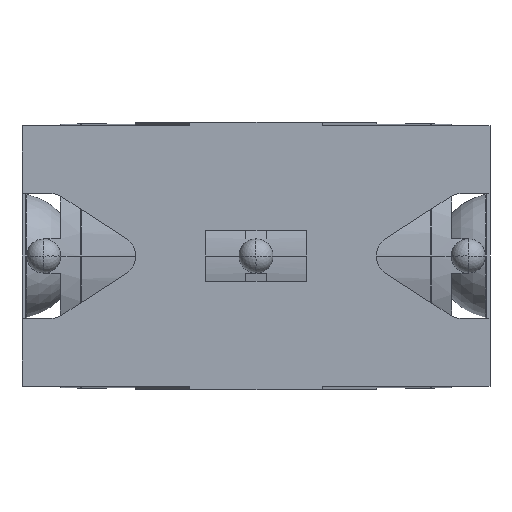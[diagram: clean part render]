
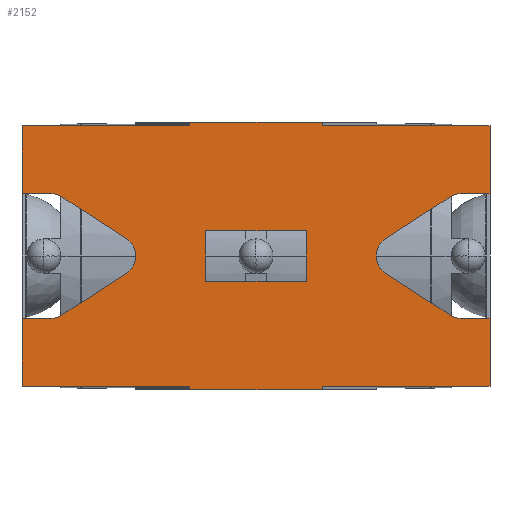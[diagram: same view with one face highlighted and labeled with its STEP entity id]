
A CAD part, left-side view. The second image highlights one B-rep face of the part: STEP entity #2152.
In plain terms, the highlighted planar face has unit normal (-1, 0, 0).
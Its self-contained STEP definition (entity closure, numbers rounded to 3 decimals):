
#191=DIRECTION('',(0.,-1.,0.));
#192=VECTOR('',#191,3.);
#193=CARTESIAN_POINT('',(-4.05,1.5,0.75));
#194=LINE('',#193,#192);
#195=DIRECTION('',(0.,0.,1.));
#196=VECTOR('',#195,1.5);
#197=CARTESIAN_POINT('',(-4.05,1.5,-0.75));
#198=LINE('',#197,#196);
#199=DIRECTION('',(0.,1.,0.));
#200=VECTOR('',#199,3.);
#201=CARTESIAN_POINT('',(-4.05,-1.5,-0.75));
#202=LINE('',#201,#200);
#203=DIRECTION('',(0.,0.,-1.));
#204=VECTOR('',#203,1.5);
#205=CARTESIAN_POINT('',(-4.05,-1.5,0.75));
#206=LINE('',#205,#204);
#207=DIRECTION('',(0.,-1.,0.));
#208=VECTOR('',#207,3.95);
#209=CARTESIAN_POINT('',(-4.05,1.975,-4.));
#210=LINE('',#209,#208);
#211=DIRECTION('',(0.,0.,1.));
#212=VECTOR('',#211,0.1);
#213=CARTESIAN_POINT('',(-4.05,1.975,-4.));
#214=LINE('',#213,#212);
#215=DIRECTION('',(0.,-1.,0.));
#216=VECTOR('',#215,5.025);
#217=CARTESIAN_POINT('',(-4.05,7.,-3.9));
#218=LINE('',#217,#216);
#219=DIRECTION('',(0.,0.,-1.));
#220=VECTOR('',#219,2.034);
#221=CARTESIAN_POINT('',(-4.05,7.,-1.866));
#222=LINE('',#221,#220);
#223=DIRECTION('',(0.,1.,0.));
#224=VECTOR('',#223,0.893);
#225=CARTESIAN_POINT('',(-4.05,6.107,-1.866));
#226=LINE('',#225,#224);
#227=CARTESIAN_POINT('',(-4.05,6.107,-1.366));
#228=DIRECTION('',(1.,0.,0.));
#229=DIRECTION('',(0.,-0.545,-0.839));
#230=AXIS2_PLACEMENT_3D('',#227,#228,#229);
#232=DIRECTION('',(0.,0.839,-0.545));
#233=VECTOR('',#232,2.33);
#234=CARTESIAN_POINT('',(-4.05,3.881,-0.517));
#235=LINE('',#234,#233);
#236=CARTESIAN_POINT('',(-4.05,4.216,0.));
#237=DIRECTION('',(1.,0.,0.));
#238=DIRECTION('',(0.,-0.545,0.839));
#239=AXIS2_PLACEMENT_3D('',#236,#237,#238);
#241=DIRECTION('',(0.,-0.839,-0.545));
#242=VECTOR('',#241,2.33);
#243=CARTESIAN_POINT('',(-4.05,5.835,1.785));
#244=LINE('',#243,#242);
#245=CARTESIAN_POINT('',(-4.05,6.107,1.366));
#246=DIRECTION('',(1.,0.,0.));
#247=DIRECTION('',(0.,0.,1.));
#248=AXIS2_PLACEMENT_3D('',#245,#246,#247);
#250=DIRECTION('',(0.,-1.,0.));
#251=VECTOR('',#250,0.893);
#252=CARTESIAN_POINT('',(-4.05,7.,1.866));
#253=LINE('',#252,#251);
#254=DIRECTION('',(0.,0.,-1.));
#255=VECTOR('',#254,2.034);
#256=CARTESIAN_POINT('',(-4.05,7.,3.9));
#257=LINE('',#256,#255);
#258=DIRECTION('',(0.,1.,0.));
#259=VECTOR('',#258,5.025);
#260=CARTESIAN_POINT('',(-4.05,1.975,3.9));
#261=LINE('',#260,#259);
#262=DIRECTION('',(0.,0.,-1.));
#263=VECTOR('',#262,0.1);
#264=CARTESIAN_POINT('',(-4.05,1.975,4.));
#265=LINE('',#264,#263);
#266=DIRECTION('',(0.,1.,0.));
#267=VECTOR('',#266,3.95);
#268=CARTESIAN_POINT('',(-4.05,-1.975,4.));
#269=LINE('',#268,#267);
#270=DIRECTION('',(0.,0.,-1.));
#271=VECTOR('',#270,0.1);
#272=CARTESIAN_POINT('',(-4.05,-1.975,4.));
#273=LINE('',#272,#271);
#274=DIRECTION('',(0.,1.,0.));
#275=VECTOR('',#274,5.025);
#276=CARTESIAN_POINT('',(-4.05,-7.,3.9));
#277=LINE('',#276,#275);
#278=DIRECTION('',(0.,0.,1.));
#279=VECTOR('',#278,2.034);
#280=CARTESIAN_POINT('',(-4.05,-7.,1.866));
#281=LINE('',#280,#279);
#282=DIRECTION('',(0.,-1.,0.));
#283=VECTOR('',#282,0.893);
#284=CARTESIAN_POINT('',(-4.05,-6.107,1.866));
#285=LINE('',#284,#283);
#286=CARTESIAN_POINT('',(-4.05,-6.107,1.366));
#287=DIRECTION('',(1.,0.,0.));
#288=DIRECTION('',(0.,0.545,0.839));
#289=AXIS2_PLACEMENT_3D('',#286,#287,#288);
#291=DIRECTION('',(0.,-0.839,0.545));
#292=VECTOR('',#291,2.33);
#293=CARTESIAN_POINT('',(-4.05,-3.881,0.517));
#294=LINE('',#293,#292);
#295=CARTESIAN_POINT('',(-4.05,-4.216,0.));
#296=DIRECTION('',(1.,0.,0.));
#297=DIRECTION('',(0.,0.545,-0.839));
#298=AXIS2_PLACEMENT_3D('',#295,#296,#297);
#300=DIRECTION('',(0.,0.839,0.545));
#301=VECTOR('',#300,2.33);
#302=CARTESIAN_POINT('',(-4.05,-5.835,-1.785));
#303=LINE('',#302,#301);
#304=CARTESIAN_POINT('',(-4.05,-6.107,-1.366));
#305=DIRECTION('',(1.,0.,0.));
#306=DIRECTION('',(0.,0.,-1.));
#307=AXIS2_PLACEMENT_3D('',#304,#305,#306);
#309=DIRECTION('',(0.,1.,0.));
#310=VECTOR('',#309,0.893);
#311=CARTESIAN_POINT('',(-4.05,-7.,-1.866));
#312=LINE('',#311,#310);
#313=DIRECTION('',(0.,0.,1.));
#314=VECTOR('',#313,2.034);
#315=CARTESIAN_POINT('',(-4.05,-7.,-3.9));
#316=LINE('',#315,#314);
#317=DIRECTION('',(0.,-1.,0.));
#318=VECTOR('',#317,5.025);
#319=CARTESIAN_POINT('',(-4.05,-1.975,-3.9));
#320=LINE('',#319,#318);
#321=DIRECTION('',(0.,0.,1.));
#322=VECTOR('',#321,0.1);
#323=CARTESIAN_POINT('',(-4.05,-1.975,-4.));
#324=LINE('',#323,#322);
#1611=CARTESIAN_POINT('',(-4.05,7.,3.9));
#1612=CARTESIAN_POINT('',(-4.05,7.,1.866));
#1613=VERTEX_POINT('',#1611);
#1614=VERTEX_POINT('',#1612);
#1615=CARTESIAN_POINT('',(-4.05,6.107,1.866));
#1616=VERTEX_POINT('',#1615);
#1617=CARTESIAN_POINT('',(-4.05,5.835,1.785));
#1618=VERTEX_POINT('',#1617);
#1619=CARTESIAN_POINT('',(-4.05,3.881,0.517));
#1620=VERTEX_POINT('',#1619);
#1621=CARTESIAN_POINT('',(-4.05,3.881,-0.517));
#1622=VERTEX_POINT('',#1621);
#1623=CARTESIAN_POINT('',(-4.05,5.835,-1.785));
#1624=VERTEX_POINT('',#1623);
#1625=CARTESIAN_POINT('',(-4.05,6.107,-1.866));
#1626=VERTEX_POINT('',#1625);
#1627=CARTESIAN_POINT('',(-4.05,7.,-1.866));
#1628=VERTEX_POINT('',#1627);
#1629=CARTESIAN_POINT('',(-4.05,7.,-3.9));
#1630=VERTEX_POINT('',#1629);
#1631=CARTESIAN_POINT('',(-4.05,-7.,-3.9));
#1632=CARTESIAN_POINT('',(-4.05,-7.,-1.866));
#1633=VERTEX_POINT('',#1631);
#1634=VERTEX_POINT('',#1632);
#1635=CARTESIAN_POINT('',(-4.05,-6.107,-1.866));
#1636=VERTEX_POINT('',#1635);
#1637=CARTESIAN_POINT('',(-4.05,-5.835,-1.785));
#1638=VERTEX_POINT('',#1637);
#1639=CARTESIAN_POINT('',(-4.05,-3.881,-0.517));
#1640=VERTEX_POINT('',#1639);
#1641=CARTESIAN_POINT('',(-4.05,-3.881,0.517));
#1642=VERTEX_POINT('',#1641);
#1643=CARTESIAN_POINT('',(-4.05,-5.835,1.785));
#1644=VERTEX_POINT('',#1643);
#1645=CARTESIAN_POINT('',(-4.05,-6.107,1.866));
#1646=VERTEX_POINT('',#1645);
#1647=CARTESIAN_POINT('',(-4.05,-7.,1.866));
#1648=VERTEX_POINT('',#1647);
#1649=CARTESIAN_POINT('',(-4.05,-7.,3.9));
#1650=VERTEX_POINT('',#1649);
#1651=CARTESIAN_POINT('',(-4.05,1.5,0.75));
#1652=CARTESIAN_POINT('',(-4.05,-1.5,0.75));
#1653=VERTEX_POINT('',#1651);
#1654=VERTEX_POINT('',#1652);
#1655=CARTESIAN_POINT('',(-4.05,-1.5,-0.75));
#1656=VERTEX_POINT('',#1655);
#1657=CARTESIAN_POINT('',(-4.05,1.5,-0.75));
#1658=VERTEX_POINT('',#1657);
#1735=CARTESIAN_POINT('',(-4.05,-1.975,4.));
#1736=CARTESIAN_POINT('',(-4.05,-1.975,3.9));
#1737=VERTEX_POINT('',#1735);
#1738=VERTEX_POINT('',#1736);
#1739=CARTESIAN_POINT('',(-4.05,1.975,4.));
#1740=CARTESIAN_POINT('',(-4.05,1.975,3.9));
#1741=VERTEX_POINT('',#1739);
#1742=VERTEX_POINT('',#1740);
#1787=CARTESIAN_POINT('',(-4.05,-1.975,-4.));
#1788=CARTESIAN_POINT('',(-4.05,-1.975,-3.9));
#1789=VERTEX_POINT('',#1787);
#1790=VERTEX_POINT('',#1788);
#1791=CARTESIAN_POINT('',(-4.05,1.975,-4.));
#1792=CARTESIAN_POINT('',(-4.05,1.975,-3.9));
#1793=VERTEX_POINT('',#1791);
#1794=VERTEX_POINT('',#1792);
#2083=CARTESIAN_POINT('',(-4.05,0.,0.));
#2084=DIRECTION('',(-1.,0.,0.));
#2085=DIRECTION('',(0.,-1.,0.));
#2086=AXIS2_PLACEMENT_3D('',#2083,#2084,#2085);
#2087=PLANE('',#2086);
#2089=ORIENTED_EDGE('',*,*,#2088,.F.);
#2091=ORIENTED_EDGE('',*,*,#2090,.T.);
#2093=ORIENTED_EDGE('',*,*,#2092,.F.);
#2095=ORIENTED_EDGE('',*,*,#2094,.F.);
#2097=ORIENTED_EDGE('',*,*,#2096,.F.);
#2099=ORIENTED_EDGE('',*,*,#2098,.F.);
#2101=ORIENTED_EDGE('',*,*,#2100,.F.);
#2103=ORIENTED_EDGE('',*,*,#2102,.F.);
#2105=ORIENTED_EDGE('',*,*,#2104,.F.);
#2107=ORIENTED_EDGE('',*,*,#2106,.F.);
#2109=ORIENTED_EDGE('',*,*,#2108,.F.);
#2111=ORIENTED_EDGE('',*,*,#2110,.F.);
#2113=ORIENTED_EDGE('',*,*,#2112,.F.);
#2115=ORIENTED_EDGE('',*,*,#2114,.F.);
#2117=ORIENTED_EDGE('',*,*,#2116,.F.);
#2119=ORIENTED_EDGE('',*,*,#2118,.T.);
#2121=ORIENTED_EDGE('',*,*,#2120,.F.);
#2123=ORIENTED_EDGE('',*,*,#2122,.F.);
#2125=ORIENTED_EDGE('',*,*,#2124,.F.);
#2127=ORIENTED_EDGE('',*,*,#2126,.F.);
#2129=ORIENTED_EDGE('',*,*,#2128,.F.);
#2131=ORIENTED_EDGE('',*,*,#2130,.F.);
#2133=ORIENTED_EDGE('',*,*,#2132,.F.);
#2135=ORIENTED_EDGE('',*,*,#2134,.F.);
#2137=ORIENTED_EDGE('',*,*,#2136,.F.);
#2139=ORIENTED_EDGE('',*,*,#2138,.F.);
#2141=ORIENTED_EDGE('',*,*,#2140,.F.);
#2143=ORIENTED_EDGE('',*,*,#2142,.F.);
#2144=EDGE_LOOP('',(#2089,#2091,#2093,#2095,#2097,#2099,#2101,#2103,#2105,#2107,
#2109,#2111,#2113,#2115,#2117,#2119,#2121,#2123,#2125,#2127,#2129,#2131,#2133,
#2135,#2137,#2139,#2141,#2143));
#2145=FACE_OUTER_BOUND('',#2144,.F.);
#2146=ORIENTED_EDGE('',*,*,#2035,.F.);
#2147=ORIENTED_EDGE('',*,*,#2050,.F.);
#2148=ORIENTED_EDGE('',*,*,#2064,.F.);
#2149=ORIENTED_EDGE('',*,*,#2077,.F.);
#2150=EDGE_LOOP('',(#2146,#2147,#2148,#2149));
#2151=FACE_BOUND('',#2150,.F.);
#231=CIRCLE('',#230,0.5);
#240=CIRCLE('',#239,0.616);
#249=CIRCLE('',#248,0.5);
#290=CIRCLE('',#289,0.5);
#299=CIRCLE('',#298,0.616);
#308=CIRCLE('',#307,0.5);
#2035=EDGE_CURVE('',#1653,#1654,#194,.T.);
#2050=EDGE_CURVE('',#1658,#1653,#198,.T.);
#2064=EDGE_CURVE('',#1656,#1658,#202,.T.);
#2077=EDGE_CURVE('',#1654,#1656,#206,.T.);
#2088=EDGE_CURVE('',#1793,#1789,#210,.T.);
#2090=EDGE_CURVE('',#1793,#1794,#214,.T.);
#2092=EDGE_CURVE('',#1630,#1794,#218,.T.);
#2094=EDGE_CURVE('',#1628,#1630,#222,.T.);
#2096=EDGE_CURVE('',#1626,#1628,#226,.T.);
#2098=EDGE_CURVE('',#1624,#1626,#231,.T.);
#2100=EDGE_CURVE('',#1622,#1624,#235,.T.);
#2102=EDGE_CURVE('',#1620,#1622,#240,.T.);
#2104=EDGE_CURVE('',#1618,#1620,#244,.T.);
#2106=EDGE_CURVE('',#1616,#1618,#249,.T.);
#2108=EDGE_CURVE('',#1614,#1616,#253,.T.);
#2110=EDGE_CURVE('',#1613,#1614,#257,.T.);
#2112=EDGE_CURVE('',#1742,#1613,#261,.T.);
#2114=EDGE_CURVE('',#1741,#1742,#265,.T.);
#2116=EDGE_CURVE('',#1737,#1741,#269,.T.);
#2118=EDGE_CURVE('',#1737,#1738,#273,.T.);
#2120=EDGE_CURVE('',#1650,#1738,#277,.T.);
#2122=EDGE_CURVE('',#1648,#1650,#281,.T.);
#2124=EDGE_CURVE('',#1646,#1648,#285,.T.);
#2126=EDGE_CURVE('',#1644,#1646,#290,.T.);
#2128=EDGE_CURVE('',#1642,#1644,#294,.T.);
#2130=EDGE_CURVE('',#1640,#1642,#299,.T.);
#2132=EDGE_CURVE('',#1638,#1640,#303,.T.);
#2134=EDGE_CURVE('',#1636,#1638,#308,.T.);
#2136=EDGE_CURVE('',#1634,#1636,#312,.T.);
#2138=EDGE_CURVE('',#1633,#1634,#316,.T.);
#2140=EDGE_CURVE('',#1790,#1633,#320,.T.);
#2142=EDGE_CURVE('',#1789,#1790,#324,.T.);
#2152=ADVANCED_FACE('',(#2145,#2151),#2087,.T.);
